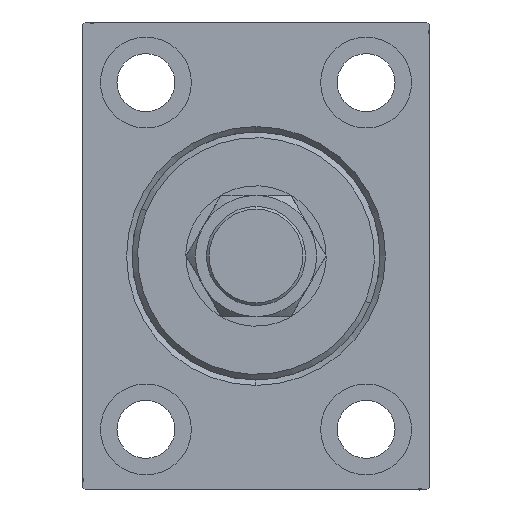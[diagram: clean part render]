
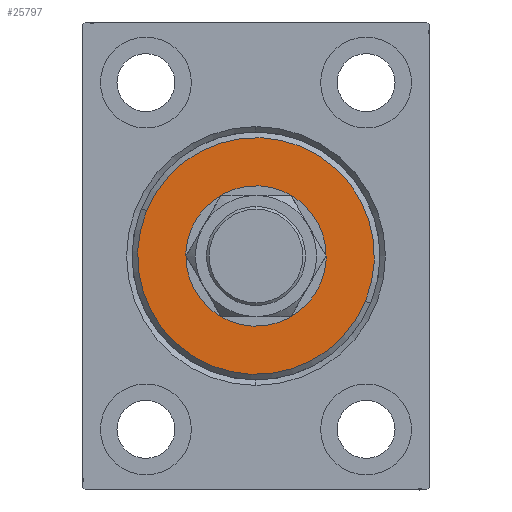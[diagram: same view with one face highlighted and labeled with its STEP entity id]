
A CAD part, left-side view. The second image highlights one B-rep face of the part: STEP entity #25797.
In plain terms, the highlighted face is planar.
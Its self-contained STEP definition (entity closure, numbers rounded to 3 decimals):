
#831 = CARTESIAN_POINT ( 'NONE',  ( 3., 0., 0. ) ) ;
#2095 = DIRECTION ( 'NONE',  ( 0., 0., -1. ) ) ;
#2135 = DIRECTION ( 'NONE',  ( 0., 0., -1. ) ) ;
#2486 = EDGE_LOOP ( 'NONE', ( #19598, #9728 ) ) ;
#7018 = EDGE_CURVE ( 'NONE', #25950, #34244, #10765, .T. ) ;
#7267 = DIRECTION ( 'NONE',  ( 0., 0., -1. ) ) ;
#8275 = CARTESIAN_POINT ( 'NONE',  ( 3., 0., -12.75 ) ) ;
#8599 = CARTESIAN_POINT ( 'NONE',  ( 3., 0., -21.5 ) ) ;
#9728 = ORIENTED_EDGE ( 'NONE', *, *, #26470, .T. ) ;
#10765 = CIRCLE ( 'NONE', #45135, 12.75 ) ;
#14672 = AXIS2_PLACEMENT_3D ( 'NONE', #42489, #18350, #32401 ) ;
#14815 = DIRECTION ( 'NONE',  ( -1., 0., 0. ) ) ;
#16505 = DIRECTION ( 'NONE',  ( 0., 0., -1. ) ) ;
#16533 = CARTESIAN_POINT ( 'NONE',  ( 3., 0., 0. ) ) ;
#18350 = DIRECTION ( 'NONE',  ( 1., 0., 0. ) ) ;
#19598 = ORIENTED_EDGE ( 'NONE', *, *, #45328, .T. ) ;
#20629 = CARTESIAN_POINT ( 'NONE',  ( 3., 0., 12.75 ) ) ;
#21344 = EDGE_CURVE ( 'NONE', #34244, #25950, #36004, .T. ) ;
#24250 = DIRECTION ( 'NONE',  ( 1., 0., 0. ) ) ;
#24963 = CIRCLE ( 'NONE', #27908, 21.5 ) ;
#25236 = PLANE ( 'NONE',  #14672 ) ;
#25797 = ADVANCED_FACE ( 'NONE', ( #42934, #35848 ), #25236, .T. ) ;
#25950 = VERTEX_POINT ( 'NONE', #20629 ) ;
#26459 = AXIS2_PLACEMENT_3D ( 'NONE', #16533, #30805, #2095 ) ;
#26470 = EDGE_CURVE ( 'NONE', #37099, #31832, #44058, .T. ) ;
#26959 = EDGE_LOOP ( 'NONE', ( #35080, #44440 ) ) ;
#27908 = AXIS2_PLACEMENT_3D ( 'NONE', #37431, #24250, #16505 ) ;
#29790 = CARTESIAN_POINT ( 'NONE',  ( 3., 0., 21.5 ) ) ;
#30805 = DIRECTION ( 'NONE',  ( 1., 0., 0. ) ) ;
#31832 = VERTEX_POINT ( 'NONE', #29790 ) ;
#32401 = DIRECTION ( 'NONE',  ( 0., 0., -1. ) ) ;
#34244 = VERTEX_POINT ( 'NONE', #8275 ) ;
#35080 = ORIENTED_EDGE ( 'NONE', *, *, #7018, .T. ) ;
#35848 = FACE_BOUND ( 'NONE', #26959, .T. ) ;
#36004 = CIRCLE ( 'NONE', #44743, 12.75 ) ;
#37099 = VERTEX_POINT ( 'NONE', #8599 ) ;
#37287 = DIRECTION ( 'NONE',  ( -1., 0., 0. ) ) ;
#37431 = CARTESIAN_POINT ( 'NONE',  ( 3., 0., 0. ) ) ;
#42489 = CARTESIAN_POINT ( 'NONE',  ( 3., 0., 0. ) ) ;
#42934 = FACE_OUTER_BOUND ( 'NONE', #2486, .T. ) ;
#44058 = CIRCLE ( 'NONE', #26459, 21.5 ) ;
#44154 = CARTESIAN_POINT ( 'NONE',  ( 3., 0., 0. ) ) ;
#44440 = ORIENTED_EDGE ( 'NONE', *, *, #21344, .T. ) ;
#44743 = AXIS2_PLACEMENT_3D ( 'NONE', #831, #14815, #7267 ) ;
#45135 = AXIS2_PLACEMENT_3D ( 'NONE', #44154, #37287, #2135 ) ;
#45328 = EDGE_CURVE ( 'NONE', #31832, #37099, #24963, .T. ) ;
